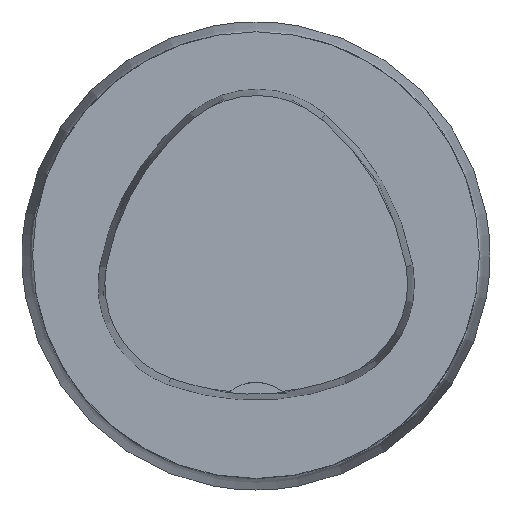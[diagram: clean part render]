
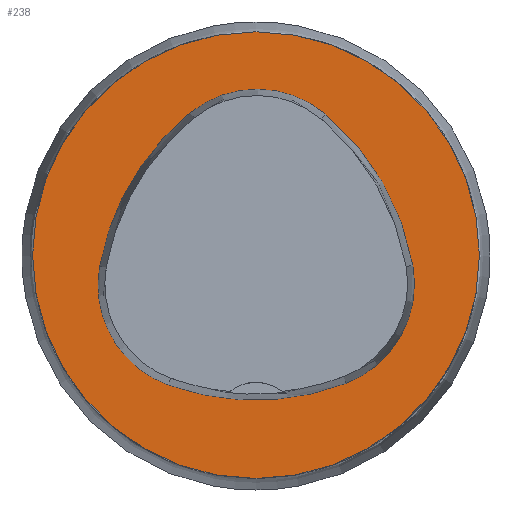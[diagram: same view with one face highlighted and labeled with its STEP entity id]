
A CAD part, top view. The second image highlights one B-rep face of the part: STEP entity #238.
In plain terms, the highlighted planar face has unit normal (0, 0, 1).
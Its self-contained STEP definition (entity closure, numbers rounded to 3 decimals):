
#172=PLANE('',#832);
#238=ADVANCED_FACE('',(#290,#291),#172,.T.);
#290=FACE_BOUND('',#346,.T.);
#291=FACE_BOUND('',#347,.T.);
#346=EDGE_LOOP('',(#432,#433,#434,#435,#436,#437));
#347=EDGE_LOOP('',(#438));
#432=ORIENTED_EDGE('',*,*,#594,.T.);
#433=ORIENTED_EDGE('',*,*,#595,.T.);
#434=ORIENTED_EDGE('',*,*,#596,.T.);
#435=ORIENTED_EDGE('',*,*,#597,.T.);
#436=ORIENTED_EDGE('',*,*,#598,.T.);
#437=ORIENTED_EDGE('',*,*,#599,.T.);
#438=ORIENTED_EDGE('',*,*,#600,.F.);
#533=VERTEX_POINT('',#1211);
#534=VERTEX_POINT('',#1212);
#535=VERTEX_POINT('',#1214);
#536=VERTEX_POINT('',#1216);
#537=VERTEX_POINT('',#1218);
#538=VERTEX_POINT('',#1220);
#539=VERTEX_POINT('',#1223);
#594=EDGE_CURVE('',#533,#534,#634,.T.);
#595=EDGE_CURVE('',#534,#535,#635,.T.);
#596=EDGE_CURVE('',#535,#536,#636,.T.);
#597=EDGE_CURVE('',#536,#537,#637,.T.);
#598=EDGE_CURVE('',#537,#538,#638,.T.);
#599=EDGE_CURVE('',#538,#533,#639,.T.);
#600=EDGE_CURVE('',#539,#539,#640,.T.);
#634=CIRCLE('',#825,15.);
#635=CIRCLE('',#826,36.);
#636=CIRCLE('',#827,15.);
#637=CIRCLE('',#828,36.);
#638=CIRCLE('',#829,15.);
#639=CIRCLE('',#830,36.);
#640=CIRCLE('',#831,31.5);
#825=AXIS2_PLACEMENT_3D('',#1210,#1002,#1003);
#826=AXIS2_PLACEMENT_3D('',#1213,#1004,#1005);
#827=AXIS2_PLACEMENT_3D('',#1215,#1006,#1007);
#828=AXIS2_PLACEMENT_3D('',#1217,#1008,#1009);
#829=AXIS2_PLACEMENT_3D('',#1219,#1010,#1011);
#830=AXIS2_PLACEMENT_3D('',#1221,#1012,#1013);
#831=AXIS2_PLACEMENT_3D('',#1222,#1014,#1015);
#832=AXIS2_PLACEMENT_3D('',#1224,#1016,#1017);
#1002=DIRECTION('',(0.,0.,-1.));
#1003=DIRECTION('',(-1.,0.,0.));
#1004=DIRECTION('',(0.,0.,-1.));
#1005=DIRECTION('',(-1.,0.,0.));
#1006=DIRECTION('',(0.,0.,-1.));
#1007=DIRECTION('',(-1.,0.,0.));
#1008=DIRECTION('',(0.,0.,-1.));
#1009=DIRECTION('',(-1.,0.,0.));
#1010=DIRECTION('',(0.,0.,-1.));
#1011=DIRECTION('',(-1.,0.,0.));
#1012=DIRECTION('',(0.,0.,-1.));
#1013=DIRECTION('',(-1.,0.,0.));
#1014=DIRECTION('',(0.,0.,-1.));
#1015=DIRECTION('',(-1.,0.,0.));
#1016=DIRECTION('',(0.,0.,1.));
#1017=DIRECTION('',(1.,0.,0.));
#1210=CARTESIAN_POINT('',(-7.275,-4.2,0.));
#1211=CARTESIAN_POINT('',(-12.373,-18.307,0.));
#1212=CARTESIAN_POINT('',(-22.041,-1.562,0.));
#1213=CARTESIAN_POINT('',(13.398,-7.893,0.));
#1214=CARTESIAN_POINT('',(-9.317,20.036,0.));
#1215=CARTESIAN_POINT('',(0.148,8.399,0.));
#1216=CARTESIAN_POINT('',(9.779,19.898,0.));
#1217=CARTESIAN_POINT('',(-13.337,-7.7,0.));
#1218=CARTESIAN_POINT('',(22.122,-1.48,0.));
#1219=CARTESIAN_POINT('',(7.347,-4.071,0.));
#1220=CARTESIAN_POINT('',(12.693,-18.087,0.));
#1221=CARTESIAN_POINT('',(-0.137,15.55,0.));
#1222=CARTESIAN_POINT('',(0.,0.,0.));
#1223=CARTESIAN_POINT('',(-31.5,0.,0.));
#1224=CARTESIAN_POINT('',(0.,0.,0.));
